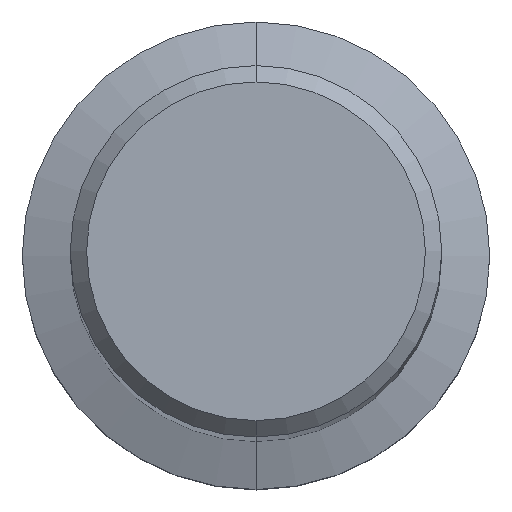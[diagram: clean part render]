
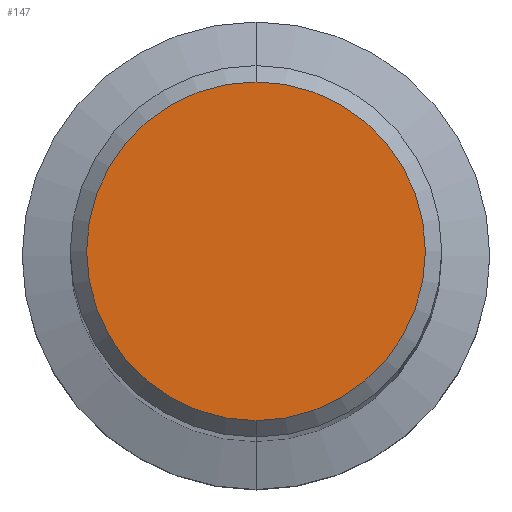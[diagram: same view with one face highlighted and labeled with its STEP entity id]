
A CAD part, top view. The second image highlights one B-rep face of the part: STEP entity #147.
In plain terms, the highlighted planar face has unit normal (0, 0, 1).
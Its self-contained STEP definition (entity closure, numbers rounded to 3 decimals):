
#137=VERTEX_POINT('',#337);
#139=EDGE_CURVE('',#137,#167,#339,.T.);
#147=ADVANCED_FACE('',(#349),#350,.T.);
#167=VERTEX_POINT('',#373);
#255=EDGE_CURVE('',#167,#137,#473,.T.);
#337=CARTESIAN_POINT('',(0.0,10.35,0.0));
#339=CIRCLE('',#559,10.35);
#349=FACE_OUTER_BOUND('',#569,.T.);
#350=PLANE('',#570);
#373=CARTESIAN_POINT('',(0.,-10.35,0.0));
#473=CIRCLE('',#732,10.35);
#559=AXIS2_PLACEMENT_3D('',#817,#818,#819);
#569=EDGE_LOOP('',(#837,#838));
#570=AXIS2_PLACEMENT_3D('',#839,#840,#841);
#732=AXIS2_PLACEMENT_3D('',#1001,#1002,#1003);
#817=CARTESIAN_POINT('',(0.0,0.0,0.0));
#818=DIRECTION('',(0.0,0.0,-1.0));
#819=DIRECTION('',(0.0,1.0,0.0));
#837=ORIENTED_EDGE('',*,*,#139,.F.);
#838=ORIENTED_EDGE('',*,*,#255,.F.);
#839=CARTESIAN_POINT('',(0.0,5.175,0.0));
#840=DIRECTION('',(-0.0,0.0,1.0));
#841=DIRECTION('',(0.0,-1.0,0.0));
#1001=CARTESIAN_POINT('',(0.0,0.0,0.0));
#1002=DIRECTION('',(0.0,0.0,-1.0));
#1003=DIRECTION('',(0.0,1.0,0.0));
